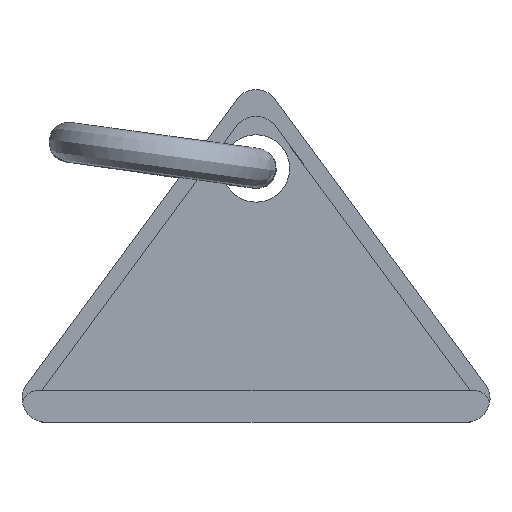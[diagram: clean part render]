
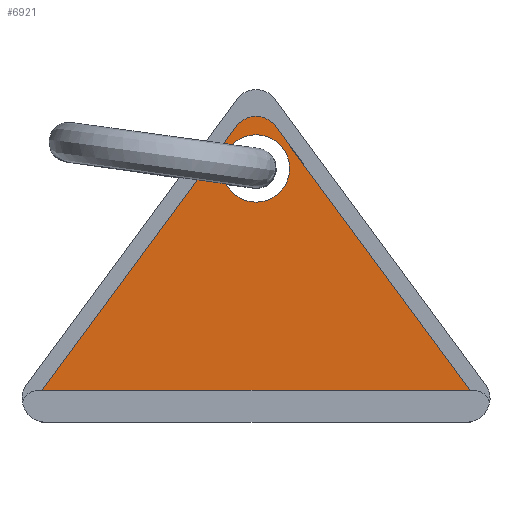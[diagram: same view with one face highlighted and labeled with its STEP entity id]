
A CAD part, top view. The second image highlights one B-rep face of the part: STEP entity #6921.
In plain terms, the highlighted planar face has unit normal (0, 0, 1).
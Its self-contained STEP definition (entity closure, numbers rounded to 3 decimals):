
#40 = AXIS2_PLACEMENT_3D ( 'NONE', #5673, #4469, #851 ) ;
#134 = FACE_BOUND ( 'NONE', #4804, .T. ) ;
#167 = EDGE_CURVE ( 'NONE', #6717, #2539, #4434, .T. ) ;
#224 = PLANE ( 'NONE',  #40 ) ;
#319 = VECTOR ( 'NONE', #6952, 1000. ) ;
#329 = CARTESIAN_POINT ( 'NONE',  ( 5.567, 11.912, 4. ) ) ;
#442 = ORIENTED_EDGE ( 'NONE', *, *, #4809, .T. ) ;
#670 = DIRECTION ( 'NONE',  ( -0.594, -0.805, 0. ) ) ;
#756 = VERTEX_POINT ( 'NONE', #6954 ) ;
#768 = AXIS2_PLACEMENT_3D ( 'NONE', #2091, #6337, #2718 ) ;
#847 = CIRCLE ( 'NONE', #3679, 4.25 ) ;
#851 = DIRECTION ( 'NONE',  ( -1., 0., 0. ) ) ;
#1265 = CARTESIAN_POINT ( 'NONE',  ( -25.698, -16.088, 4. ) ) ;
#1281 = CARTESIAN_POINT ( 'NONE',  ( 1.317, 11.912, 4. ) ) ;
#1303 = CARTESIAN_POINT ( 'NONE',  ( 3.732, 17.268, 4. ) ) ;
#1777 = VERTEX_POINT ( 'NONE', #2155 ) ;
#1815 = EDGE_CURVE ( 'NONE', #756, #2364, #847, .T. ) ;
#1890 = DIRECTION ( 'NONE',  ( -1., 0., 0. ) ) ;
#1938 = LINE ( 'NONE', #6324, #319 ) ;
#2064 = CARTESIAN_POINT ( 'NONE',  ( 1.317, 11.912, 4. ) ) ;
#2091 = CARTESIAN_POINT ( 'NONE',  ( 1.317, 15.488, 4. ) ) ;
#2155 = CARTESIAN_POINT ( 'NONE',  ( -1.097, 17.268, 4. ) ) ;
#2364 = VERTEX_POINT ( 'NONE', #329 ) ;
#2414 = DIRECTION ( 'NONE',  ( 0., 0., -1. ) ) ;
#2469 = DIRECTION ( 'NONE',  ( -1., 0., 0. ) ) ;
#2539 = VERTEX_POINT ( 'NONE', #6075 ) ;
#2628 = VECTOR ( 'NONE', #670, 1000. ) ;
#2718 = DIRECTION ( 'NONE',  ( -1., 0., 0. ) ) ;
#3052 = ORIENTED_EDGE ( 'NONE', *, *, #7604, .T. ) ;
#3679 = AXIS2_PLACEMENT_3D ( 'NONE', #2064, #2414, #2469 ) ;
#3719 = EDGE_LOOP ( 'NONE', ( #5458, #442, #3052, #7873 ) ) ;
#4019 = LINE ( 'NONE', #4280, #2628 ) ;
#4224 = VERTEX_POINT ( 'NONE', #1303 ) ;
#4240 = VECTOR ( 'NONE', #5965, 1000. ) ;
#4280 = CARTESIAN_POINT ( 'NONE',  ( 1.317, 20.542, 4. ) ) ;
#4434 = LINE ( 'NONE', #5011, #4240 ) ;
#4469 = DIRECTION ( 'NONE',  ( 0., 0., -1. ) ) ;
#4575 = CIRCLE ( 'NONE', #768, 3. ) ;
#4652 = ORIENTED_EDGE ( 'NONE', *, *, #1815, .T. ) ;
#4785 = FACE_OUTER_BOUND ( 'NONE', #3719, .T. ) ;
#4804 = EDGE_LOOP ( 'NONE', ( #4652, #5578 ) ) ;
#4809 = EDGE_CURVE ( 'NONE', #4224, #1777, #4575, .T. ) ;
#5011 = CARTESIAN_POINT ( 'NONE',  ( -25.698, -16.088, 4. ) ) ;
#5350 = EDGE_CURVE ( 'NONE', #2364, #756, #5804, .T. ) ;
#5458 = ORIENTED_EDGE ( 'NONE', *, *, #6569, .T. ) ;
#5516 = DIRECTION ( 'NONE',  ( 0., 0., -1. ) ) ;
#5578 = ORIENTED_EDGE ( 'NONE', *, *, #5350, .T. ) ;
#5673 = CARTESIAN_POINT ( 'NONE',  ( 0., 0., 4. ) ) ;
#5804 = CIRCLE ( 'NONE', #6720, 4.25 ) ;
#5965 = DIRECTION ( 'NONE',  ( 1., 0., 0. ) ) ;
#6075 = CARTESIAN_POINT ( 'NONE',  ( 28.332, -16.088, 4. ) ) ;
#6324 = CARTESIAN_POINT ( 'NONE',  ( 9.664, 9.224, 4. ) ) ;
#6337 = DIRECTION ( 'NONE',  ( 0., 0., 1. ) ) ;
#6569 = EDGE_CURVE ( 'NONE', #2539, #4224, #1938, .T. ) ;
#6717 = VERTEX_POINT ( 'NONE', #1265 ) ;
#6720 = AXIS2_PLACEMENT_3D ( 'NONE', #1281, #5516, #1890 ) ;
#6921 = ADVANCED_FACE ( 'NONE', ( #134, #4785 ), #224, .F. ) ;
#6952 = DIRECTION ( 'NONE',  ( -0.594, 0.805, 0. ) ) ;
#6954 = CARTESIAN_POINT ( 'NONE',  ( -2.933, 11.912, 4. ) ) ;
#7604 = EDGE_CURVE ( 'NONE', #1777, #6717, #4019, .T. ) ;
#7873 = ORIENTED_EDGE ( 'NONE', *, *, #167, .T. ) ;
